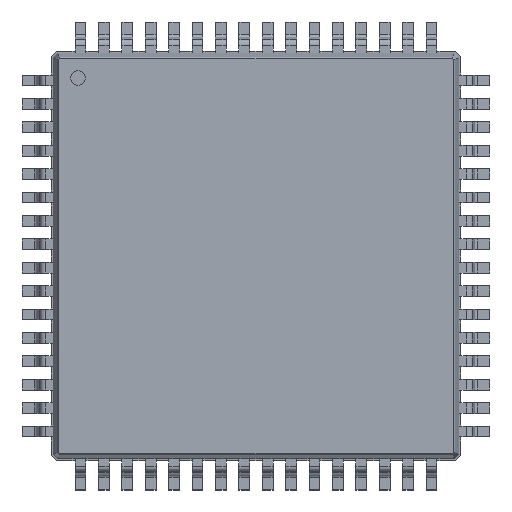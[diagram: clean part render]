
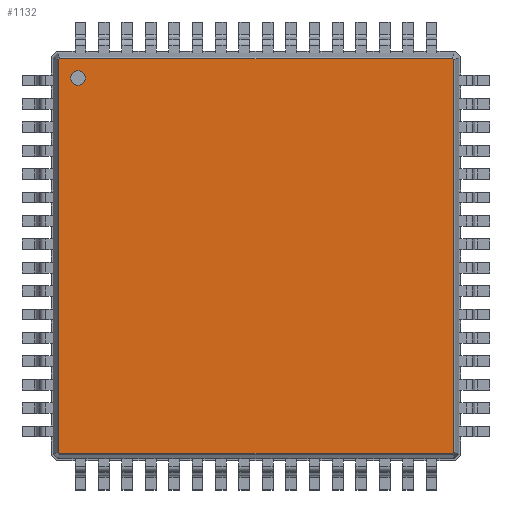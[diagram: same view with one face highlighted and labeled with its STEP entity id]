
A CAD part, top view. The second image highlights one B-rep face of the part: STEP entity #1132.
In plain terms, the highlighted planar face has unit normal (0, 0, 1).
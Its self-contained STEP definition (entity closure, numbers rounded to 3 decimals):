
#13=DIRECTION('',(0.,0.,1.));
#43=CARTESIAN_POINT('',(-6.718,6.787,1.5));
#209=VERTEX_POINT('',#210);
#210=CARTESIAN_POINT('',(-6.702,6.746,1.5));
#227=EDGE_CURVE('',#209,#228,#230,.T.);
#228=VERTEX_POINT('',#229);
#229=CARTESIAN_POINT('',(6.702,6.746,1.5));
#230=B_SPLINE_CURVE_WITH_KNOTS('',2,(#231,#232,#233,#234,#235),.UNSPECIFIED.,.F.,.F.,(3,1,1,3),(-0.698,-0.04,13.477,14.135),.UNSPECIFIED.);
#231=CARTESIAN_POINT('',(-7.417,6.746,1.5));
#232=CARTESIAN_POINT('',(-7.088,6.746,1.5));
#233=CARTESIAN_POINT('',(0.,6.746,1.5));
#234=CARTESIAN_POINT('',(7.088,6.746,1.5));
#235=CARTESIAN_POINT('',(7.417,6.746,1.5));
#881=DIRECTION('',(0.,-1.,0.));
#1068=EDGE_CURVE('',#228,#1069,#1071,.T.);
#1069=VERTEX_POINT('',#1070);
#1070=CARTESIAN_POINT('',(6.746,6.702,1.5));
#1071=B_SPLINE_CURVE_WITH_KNOTS('',2,(#1072,#1073,#1074,#1075,#1076),.UNSPECIFIED.,.F.,.F.,(3,1,1,3),(-0.29,-0.04,0.137,0.386),.UNSPECIFIED.);
#1072=CARTESIAN_POINT('',(6.485,6.963,1.5));
#1073=CARTESIAN_POINT('',(6.574,6.875,1.5));
#1074=CARTESIAN_POINT('',(6.724,6.724,1.5));
#1075=CARTESIAN_POINT('',(6.875,6.574,1.5));
#1076=CARTESIAN_POINT('',(6.963,6.485,1.5));
#1100=VERTEX_POINT('',#1101);
#1101=CARTESIAN_POINT('',(-6.746,6.702,1.5));
#1118=EDGE_CURVE('',#1100,#209,#1119,.T.);
#1119=B_SPLINE_CURVE_WITH_KNOTS('',2,(#1120,#1121,#1122,#1123,#1124),.UNSPECIFIED.,.F.,.F.,(3,1,1,3),(-0.29,-0.04,0.137,0.386),.UNSPECIFIED.);
#1120=CARTESIAN_POINT('',(-6.963,6.485,1.5));
#1121=CARTESIAN_POINT('',(-6.875,6.574,1.5));
#1122=CARTESIAN_POINT('',(-6.724,6.724,1.5));
#1123=CARTESIAN_POINT('',(-6.574,6.875,1.5));
#1124=CARTESIAN_POINT('',(-6.485,6.963,1.5));
#1132=ADVANCED_FACE('',(#1133,#1186),#1196,.T.);
#1133=FACE_BOUND('',#1134,.T.);
#1134=EDGE_LOOP('',(#1135,#1136,#1137,#1147,#1157,#1167,#1177,#1185));
#1135=ORIENTED_EDGE('',*,*,#227,.F.);
#1136=ORIENTED_EDGE('',*,*,#1118,.F.);
#1137=ORIENTED_EDGE('',*,*,#1138,.F.);
#1138=EDGE_CURVE('',#1139,#1100,#1141,.T.);
#1139=VERTEX_POINT('',#1140);
#1140=CARTESIAN_POINT('',(-6.746,-6.702,1.5));
#1141=B_SPLINE_CURVE_WITH_KNOTS('',2,(#1142,#1143,#1144,#1145,#1146),.UNSPECIFIED.,.F.,.F.,(3,1,1,3),(-0.698,-0.04,13.477,14.135),.UNSPECIFIED.);
#1142=CARTESIAN_POINT('',(-6.746,-7.417,1.5));
#1143=CARTESIAN_POINT('',(-6.746,-7.088,1.5));
#1144=CARTESIAN_POINT('',(-6.746,0.,1.5));
#1145=CARTESIAN_POINT('',(-6.746,7.088,1.5));
#1146=CARTESIAN_POINT('',(-6.746,7.417,1.5));
#1147=ORIENTED_EDGE('',*,*,#1148,.F.);
#1148=EDGE_CURVE('',#1149,#1139,#1151,.T.);
#1149=VERTEX_POINT('',#1150);
#1150=CARTESIAN_POINT('',(-6.702,-6.746,1.5));
#1151=B_SPLINE_CURVE_WITH_KNOTS('',2,(#1152,#1153,#1154,#1155,#1156),.UNSPECIFIED.,.F.,.F.,(3,1,1,3),(-0.29,-0.04,0.137,0.386),.UNSPECIFIED.);
#1152=CARTESIAN_POINT('',(-6.485,-6.963,1.5));
#1153=CARTESIAN_POINT('',(-6.574,-6.875,1.5));
#1154=CARTESIAN_POINT('',(-6.724,-6.724,1.5));
#1155=CARTESIAN_POINT('',(-6.875,-6.574,1.5));
#1156=CARTESIAN_POINT('',(-6.963,-6.485,1.5));
#1157=ORIENTED_EDGE('',*,*,#1158,.F.);
#1158=EDGE_CURVE('',#1159,#1149,#1161,.T.);
#1159=VERTEX_POINT('',#1160);
#1160=CARTESIAN_POINT('',(6.702,-6.746,1.5));
#1161=B_SPLINE_CURVE_WITH_KNOTS('',2,(#1162,#1163,#1164,#1165,#1166),.UNSPECIFIED.,.F.,.F.,(3,1,1,3),(-0.698,-0.04,13.477,14.135),.UNSPECIFIED.);
#1162=CARTESIAN_POINT('',(7.417,-6.746,1.5));
#1163=CARTESIAN_POINT('',(7.088,-6.746,1.5));
#1164=CARTESIAN_POINT('',(0.,-6.746,1.5));
#1165=CARTESIAN_POINT('',(-7.088,-6.746,1.5));
#1166=CARTESIAN_POINT('',(-7.417,-6.746,1.5));
#1167=ORIENTED_EDGE('',*,*,#1168,.F.);
#1168=EDGE_CURVE('',#1169,#1159,#1171,.T.);
#1169=VERTEX_POINT('',#1170);
#1170=CARTESIAN_POINT('',(6.746,-6.702,1.5));
#1171=B_SPLINE_CURVE_WITH_KNOTS('',2,(#1172,#1173,#1174,#1175,#1176),.UNSPECIFIED.,.F.,.F.,(3,1,1,3),(-0.29,-0.04,0.137,0.386),.UNSPECIFIED.);
#1172=CARTESIAN_POINT('',(6.963,-6.485,1.5));
#1173=CARTESIAN_POINT('',(6.875,-6.574,1.5));
#1174=CARTESIAN_POINT('',(6.724,-6.724,1.5));
#1175=CARTESIAN_POINT('',(6.574,-6.875,1.5));
#1176=CARTESIAN_POINT('',(6.485,-6.963,1.5));
#1177=ORIENTED_EDGE('',*,*,#1178,.F.);
#1178=EDGE_CURVE('',#1069,#1169,#1179,.T.);
#1179=B_SPLINE_CURVE_WITH_KNOTS('',2,(#1180,#1181,#1182,#1183,#1184),.UNSPECIFIED.,.F.,.F.,(3,1,1,3),(-0.698,-0.04,13.477,14.135),.UNSPECIFIED.);
#1180=CARTESIAN_POINT('',(6.746,7.417,1.5));
#1181=CARTESIAN_POINT('',(6.746,7.088,1.5));
#1182=CARTESIAN_POINT('',(6.746,0.,1.5));
#1183=CARTESIAN_POINT('',(6.746,-7.088,1.5));
#1184=CARTESIAN_POINT('',(6.746,-7.417,1.5));
#1185=ORIENTED_EDGE('',*,*,#1068,.F.);
#1186=FACE_BOUND('',#1187,.T.);
#1187=EDGE_LOOP('',(#1188));
#1188=ORIENTED_EDGE('',*,*,#1189,.T.);
#1189=EDGE_CURVE('',#1190,#1190,#1192,.T.);
#1190=VERTEX_POINT('',#1191);
#1191=CARTESIAN_POINT('',(-6.087,5.837,1.5));
#1192=CIRCLE('',#1193,0.25);
#1193=AXIS2_PLACEMENT_3D('',#1194,#1195,#881);
#1194=CARTESIAN_POINT('',(-6.087,6.087,1.5));
#1195=DIRECTION('',(0.,-0.,-1.));
#1196=PLANE('',#1197);
#1197=AXIS2_PLACEMENT_3D('',#43,#13,#1198);
#1198=DIRECTION('',(0.704,-0.711,0.));
